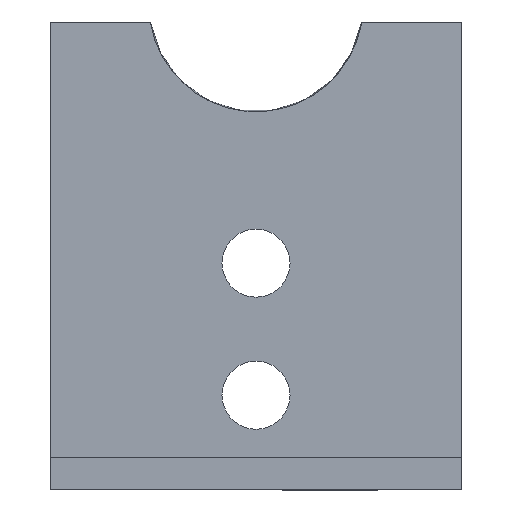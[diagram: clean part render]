
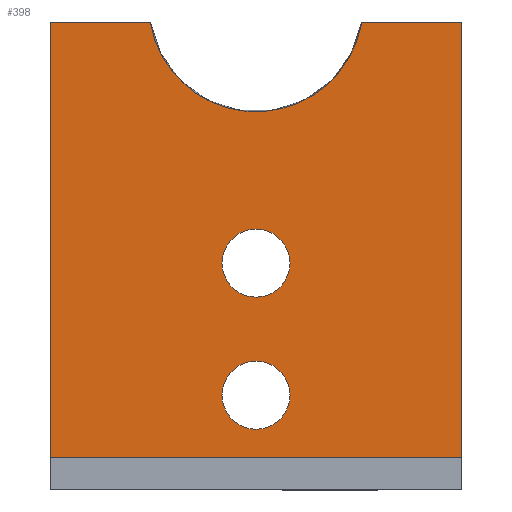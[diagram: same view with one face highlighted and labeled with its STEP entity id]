
A CAD part, left-side view. The second image highlights one B-rep face of the part: STEP entity #398.
In plain terms, the highlighted planar face has unit normal (-1, 0, 0).
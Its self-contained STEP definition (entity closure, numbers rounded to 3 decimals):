
#19=FACE_BOUND('',#161,.T.);
#20=FACE_BOUND('',#162,.T.);
#34=PLANE('',#444);
#38=ELLIPSE('',#426,13.222,13.222);
#61=LINE('',#638,#99);
#65=LINE('',#646,#103);
#67=LINE('',#651,#105);
#74=LINE('',#664,#112);
#75=LINE('',#666,#113);
#99=VECTOR('',#517,10.);
#103=VECTOR('',#527,10.);
#105=VECTOR('',#531,10.);
#112=VECTOR('',#542,10.);
#113=VECTOR('',#545,10.);
#136=FACE_OUTER_BOUND('',#160,.T.);
#160=EDGE_LOOP('',(#361,#362,#363,#364,#365,#366));
#161=EDGE_LOOP('',(#367));
#162=EDGE_LOOP('',(#368));
#170=CIRCLE('',#420,4.2);
#171=CIRCLE('',#422,4.2);
#186=VERTEX_POINT('',#568);
#187=VERTEX_POINT('',#572);
#190=VERTEX_POINT('',#579);
#192=VERTEX_POINT('',#585);
#209=VERTEX_POINT('',#636);
#210=VERTEX_POINT('',#644);
#212=VERTEX_POINT('',#650);
#216=VERTEX_POINT('',#662);
#223=EDGE_CURVE('',#186,#186,#170,.T.);
#224=EDGE_CURVE('',#187,#187,#171,.T.);
#230=EDGE_CURVE('',#190,#192,#38,.F.);
#255=EDGE_CURVE('',#192,#209,#61,.T.);
#259=EDGE_CURVE('',#210,#190,#65,.T.);
#261=EDGE_CURVE('',#212,#210,#67,.T.);
#268=EDGE_CURVE('',#209,#216,#74,.T.);
#269=EDGE_CURVE('',#212,#216,#75,.T.);
#361=ORIENTED_EDGE('',*,*,#261,.T.);
#362=ORIENTED_EDGE('',*,*,#259,.T.);
#363=ORIENTED_EDGE('',*,*,#230,.T.);
#364=ORIENTED_EDGE('',*,*,#255,.T.);
#365=ORIENTED_EDGE('',*,*,#268,.T.);
#366=ORIENTED_EDGE('',*,*,#269,.F.);
#367=ORIENTED_EDGE('',*,*,#223,.T.);
#368=ORIENTED_EDGE('',*,*,#224,.T.);
#398=ADVANCED_FACE('',(#136,#19,#20),#34,.F.);
#420=AXIS2_PLACEMENT_3D('',#570,#460,#461);
#422=AXIS2_PLACEMENT_3D('',#573,#464,#465);
#426=AXIS2_PLACEMENT_3D('',#589,#473,#474);
#444=AXIS2_PLACEMENT_3D('',#665,#543,#544);
#460=DIRECTION('center_axis',(1.,0.,0.));
#461=DIRECTION('ref_axis',(0.,0.,-1.));
#464=DIRECTION('center_axis',(1.,0.,0.));
#465=DIRECTION('ref_axis',(0.,-0.866,0.5));
#473=DIRECTION('center_axis',(-1.,0.,0.));
#474=DIRECTION('ref_axis',(0.,0.,-1.));
#517=DIRECTION('',(0.,1.,0.));
#527=DIRECTION('',(0.,1.,0.));
#531=DIRECTION('',(0.,0.,1.));
#542=DIRECTION('',(0.,0.,-1.));
#543=DIRECTION('center_axis',(1.,0.,0.));
#544=DIRECTION('ref_axis',(0.,0.,-1.));
#545=DIRECTION('',(0.,1.,0.));
#568=CARTESIAN_POINT('',(0.,21.2,11.7));
#570=CARTESIAN_POINT('Origin',(0.,25.4,11.7));
#572=CARTESIAN_POINT('',(0.,29.037,25.898));
#573=CARTESIAN_POINT('Origin',(0.,25.4,27.998));
#579=CARTESIAN_POINT('',(0.,12.353,57.75));
#585=CARTESIAN_POINT('',(0.,38.447,57.75));
#589=CARTESIAN_POINT('Origin',(0.,25.4,59.896));
#636=CARTESIAN_POINT('',(0.,50.8,57.75));
#638=CARTESIAN_POINT('',(0.,35.044,57.75));
#644=CARTESIAN_POINT('',(0.,0.,57.75));
#646=CARTESIAN_POINT('',(0.,15.756,57.75));
#650=CARTESIAN_POINT('',(0.,0.,4.));
#651=CARTESIAN_POINT('',(0.,0.,30.536));
#662=CARTESIAN_POINT('',(0.,50.8,4.));
#664=CARTESIAN_POINT('',(0.,50.8,30.536));
#665=CARTESIAN_POINT('Origin',(0.,25.4,29.023));
#666=CARTESIAN_POINT('',(0.,25.4,4.));
